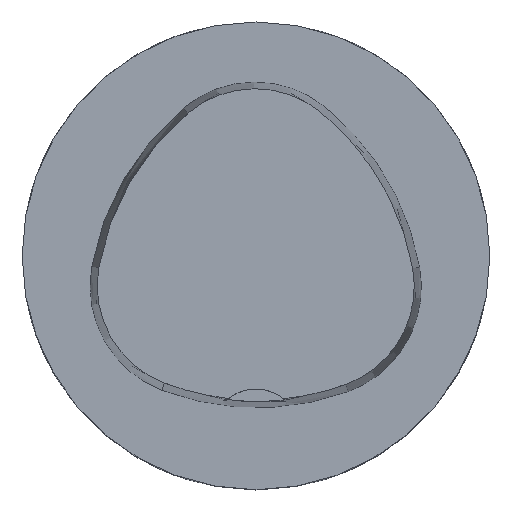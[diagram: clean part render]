
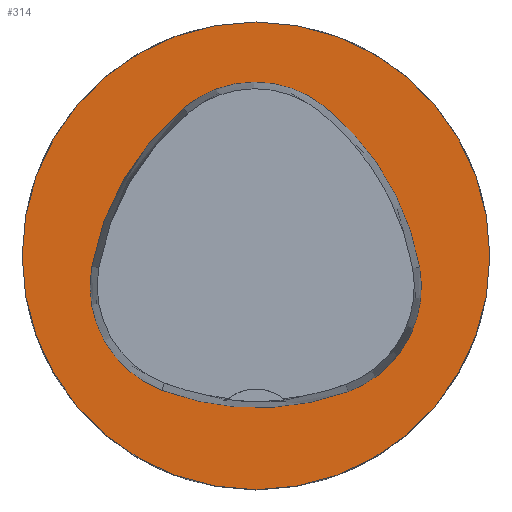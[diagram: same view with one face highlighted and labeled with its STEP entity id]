
A CAD part, top view. The second image highlights one B-rep face of the part: STEP entity #314.
In plain terms, the highlighted planar face has unit normal (0, 0, 1).
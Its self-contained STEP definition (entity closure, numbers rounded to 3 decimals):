
#140=FACE_BOUND('',#597,.T.);
#141=FACE_BOUND('',#598,.T.);
#214=CIRCLE('',#2282,31.5);
#215=CIRCLE('',#2288,36.);
#217=CIRCLE('',#2291,15.);
#219=CIRCLE('',#2294,36.);
#221=CIRCLE('',#2297,15.);
#224=CIRCLE('',#2301,36.);
#227=CIRCLE('',#2305,15.);
#314=ADVANCED_FACE('',(#140,#141),#389,.T.);
#389=PLANE('',#2310);
#597=EDGE_LOOP('',(#1130,#1131,#1132,#1133,#1134,#1135));
#598=EDGE_LOOP('',(#1136));
#1130=ORIENTED_EDGE('',*,*,#1688,.F.);
#1131=ORIENTED_EDGE('',*,*,#1683,.F.);
#1132=ORIENTED_EDGE('',*,*,#1678,.F.);
#1133=ORIENTED_EDGE('',*,*,#1675,.F.);
#1134=ORIENTED_EDGE('',*,*,#1672,.F.);
#1135=ORIENTED_EDGE('',*,*,#1668,.F.);
#1136=ORIENTED_EDGE('',*,*,#1659,.T.);
#1398=VERTEX_POINT('',#3633);
#1407=VERTEX_POINT('',#3652);
#1408=VERTEX_POINT('',#3653);
#1411=VERTEX_POINT('',#3661);
#1413=VERTEX_POINT('',#3667);
#1415=VERTEX_POINT('',#3673);
#1419=VERTEX_POINT('',#3686);
#1659=EDGE_CURVE('',#1398,#1398,#214,.T.);
#1668=EDGE_CURVE('',#1407,#1408,#215,.T.);
#1672=EDGE_CURVE('',#1408,#1411,#217,.T.);
#1675=EDGE_CURVE('',#1411,#1413,#219,.T.);
#1678=EDGE_CURVE('',#1413,#1415,#221,.T.);
#1683=EDGE_CURVE('',#1415,#1419,#224,.T.);
#1688=EDGE_CURVE('',#1419,#1407,#227,.T.);
#2282=AXIS2_PLACEMENT_3D('',#3632,#2794,#2795);
#2288=AXIS2_PLACEMENT_3D('',#3651,#2810,#2811);
#2291=AXIS2_PLACEMENT_3D('',#3660,#2818,#2819);
#2294=AXIS2_PLACEMENT_3D('',#3666,#2825,#2826);
#2297=AXIS2_PLACEMENT_3D('',#3672,#2832,#2833);
#2301=AXIS2_PLACEMENT_3D('',#3685,#2841,#2842);
#2305=AXIS2_PLACEMENT_3D('',#3698,#2850,#2851);
#2310=AXIS2_PLACEMENT_3D('',#3703,#2860,#2861);
#2794=DIRECTION('',(0.,0.,1.));
#2795=DIRECTION('',(1.,0.,0.));
#2810=DIRECTION('',(0.,0.,1.));
#2811=DIRECTION('',(1.,0.,0.));
#2818=DIRECTION('',(0.,0.,1.));
#2819=DIRECTION('',(1.,0.,0.));
#2825=DIRECTION('',(0.,0.,1.));
#2826=DIRECTION('',(1.,0.,0.));
#2832=DIRECTION('',(0.,0.,1.));
#2833=DIRECTION('',(1.,0.,0.));
#2841=DIRECTION('',(0.,0.,1.));
#2842=DIRECTION('',(1.,0.,0.));
#2850=DIRECTION('',(0.,0.,1.));
#2851=DIRECTION('',(1.,0.,0.));
#2860=DIRECTION('',(0.,0.,1.));
#2861=DIRECTION('',(-1.,0.,0.));
#3632=CARTESIAN_POINT('',(0.,0.,0.));
#3633=CARTESIAN_POINT('',(31.5,0.,0.));
#3651=CARTESIAN_POINT('',(-13.398,-7.893,0.));
#3652=CARTESIAN_POINT('',(22.041,-1.562,0.));
#3653=CARTESIAN_POINT('',(9.317,20.036,0.));
#3660=CARTESIAN_POINT('',(-0.148,8.399,0.));
#3661=CARTESIAN_POINT('',(-9.779,19.898,0.));
#3666=CARTESIAN_POINT('',(13.337,-7.7,0.));
#3667=CARTESIAN_POINT('',(-22.122,-1.48,0.));
#3672=CARTESIAN_POINT('',(-7.347,-4.071,0.));
#3673=CARTESIAN_POINT('',(-12.693,-18.087,0.));
#3685=CARTESIAN_POINT('',(0.137,15.55,0.));
#3686=CARTESIAN_POINT('',(12.373,-18.307,0.));
#3698=CARTESIAN_POINT('',(7.275,-4.2,0.));
#3703=CARTESIAN_POINT('',(0.,0.,0.));
